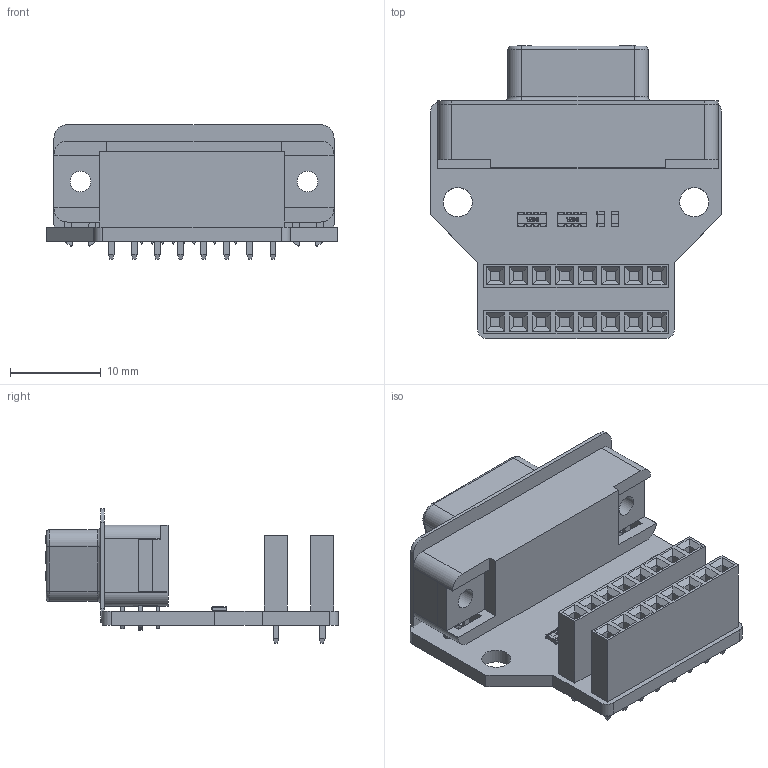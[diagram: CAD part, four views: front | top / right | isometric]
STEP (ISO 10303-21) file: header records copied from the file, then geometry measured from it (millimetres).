
FILE_DESCRIPTION(('Open CASCADE Model'),'2;1');
FILE_NAME('Open CASCADE Shape Model','2019-01-08T21:08:09',('Author'),( 'Open CASCADE'),'Open CASCADE STEP processor 6.8','Open CASCADE 6.8' ,'Unknown');
FILE_SCHEMA(('AUTOMOTIVE_DESIGN { 1 0 10303 214 1 1 1 1 }'));
Length unit declared in the file: millimetre
Products named in the file (36): PCB; BoardVGA_6bits; R4VGA_6bits; RES_0603L; R3VGA_6bits; R1VGA_6bits; User_Library-Array-1206-4Way-Var2-1; User_Library-Array-1206-4Way-Var2-1_Anschl_X_FCsse_1; User_Library-Array-1206-4Way-Var2-1_K_X_F6rper_1; User_Library-Array-1206-4Way-Var2-1_Deckel_1; User_Library-Array-1206-4Way-Var2-1_Beschriftung_1; R2VGA_6bits; J2VGA_6bits; 1x8-socket-header-2.54mm; 1x8-socket-header; J1VGA_6bits; J3VGA_6bits; User_Library-SLIM_D-SUB_RIGHT_ANGLE_PCB_MOUNT
Assembly tree (38 placements, depth 4):
  PCB
    BoardVGA_6bits
    R4VGA_6bits
      RES_0603L
    R3VGA_6bits
      RES_0603L
    R1VGA_6bits
      User_Library-Array-1206-4Way-Var2-1
        User_Library-Array-1206-4Way-Var2-1_Anschl_X_FCsse_1
        User_Library-Array-1206-4Way-Var2-1_K_X_F6rper_1
        User_Library-Array-1206-4Way-Var2-1_Deckel_1
        User_Library-Array-1206-4Way-Var2-1_Beschriftung_1
    R2VGA_6bits
      User_Library-Array-1206-4Way-Var2-1
        User_Library-Array-1206-4Way-Var2-1_Anschl_X_FCsse_1
        User_Library-Array-1206-4Way-Var2-1_K_X_F6rper_1
        User_Library-Array-1206-4Way-Var2-1_Deckel_1
        User_Library-Array-1206-4Way-Var2-1_Beschriftung_1
    J2VGA_6bits
      1x8-socket-header-2.54mm
        1x8-socket-header
    J1VGA_6bits
      1x8-socket-header-2.54mm
        1x8-socket-header
    J3VGA_6bits
      User_Library-SLIM_D-SUB_RIGHT_ANGLE_PCB_MOUNT
      User_Library-SLIM_D-SUB_RIGHT_ANGLE_PCB_MOUNT
      User_Library-SLIM_D-SUB_RIGHT_ANGLE_PCB_MOUNT
      User_Library-SLIM_D-SUB_RIGHT_ANGLE_PCB_MOUNT
      User_Library-SLIM_D-SUB_RIGHT_ANGLE_PCB_MOUNT
      User_Library-SLIM_D-SUB_RIGHT_ANGLE_PCB_MOUNT
      User_Library-SLIM_D-SUB_RIGHT_ANGLE_PCB_MOUNT
      User_Library-SLIM_D-SUB_RIGHT_ANGLE_PCB_MOUNT
      User_Library-SLIM_D-SUB_RIGHT_ANGLE_PCB_MOUNT
      User_Library-SLIM_D-SUB_RIGHT_ANGLE_PCB_MOUNT
      User_Library-SLIM_D-SUB_RIGHT_ANGLE_PCB_MOUNT
      User_Library-SLIM_D-SUB_RIGHT_ANGLE_PCB_MOUNT
      User_Library-SLIM_D-SUB_RIGHT_ANGLE_PCB_MOUNT
      User_Library-SLIM_D-SUB_RIGHT_ANGLE_PCB_MOUNT
      User_Library-SLIM_D-SUB_RIGHT_ANGLE_PCB_MOUNT
      User_Library-SLIM_D-SUB_RIGHT_ANGLE_PCB_MOUNT
      User_Library-SLIM_D-SUB_RIGHT_ANGLE_PCB_MOUNT
      User_Library-SLIM_D-SUB_RIGHT_ANGLE_PCB_MOUNT
      User_Library-SLIM_D-SUB_RIGHT_ANGLE_PCB_MOUNT
Bounding box: 32 x 32.22 x 14.8 mm (x, y, z)
Volume: 4304.7 mm3; surface area: 6353.2 mm2
Topology: 32 solids, 32 shells, 1508 faces, 3870 edges, 2511 vertices
Faces by surface type: plane 944, bspline 355, cylinder 132, extrusion 34, cone 23, torus 20
Full cylindrical faces by diameter (mm): 0.8 x15, 0.9 x16, 1 x15, 2.261 x2, 3.2 x2, 3.645 x4
Entity records: 41092 total; most frequent: CARTESIAN_POINT 10756, ORIENTED_EDGE 4940, DIRECTION 3921, EDGE_CURVE 2470, VECTOR 1789, LINE 1755, VERTEX_POINT 1603, FACE_BOUND 1121
